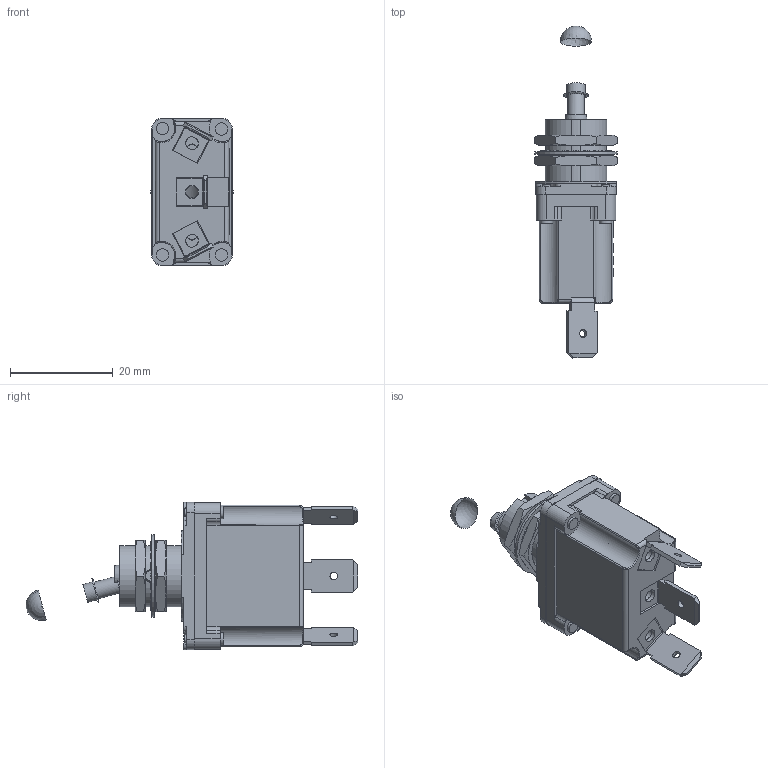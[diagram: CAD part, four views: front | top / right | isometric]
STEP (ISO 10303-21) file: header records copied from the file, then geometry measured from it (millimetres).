
FILE_DESCRIPTION(/* description */ (''),/* implementation_level */ '2;1');
FILE_NAME(/* name */ 'GTB2B13 Model.stp',/* time_stamp */ '2023-02-21T14:17:32-05:00',/* author */ ('dwiltbank'),/* organization */ (''),/* preprocessor_version */ 'ST-DEVELOPER v18.1',/* originating_system */ 'Autodesk Inventor 2022',/* authorisation */ '');
FILE_SCHEMA (('AUTOMOTIVE_DESIGN { 1 0 10303 214 3 1 1 }'));
Length unit declared in the file: inch
Products named in the file (1): GTB2B13_2019_3D Model_Simplify_1
Bounding box: 16.17 x 64.58 x 28.65 mm (x, y, z)
Volume: 6543.7 mm3; surface area: 7438.2 mm2
Topology: 1 solids, 1 shells, 995 faces, 2793 edges, 1846 vertices
Faces by surface type: plane 543, cylinder 189, bspline 180, torus 70, cone 12, sphere 1
Full cylindrical faces by diameter (mm): 1.5 x7, 1.8 x6, 2.4 x7, 2.45 x2, 2.5 x3, 3.3 x1, 3.6 x1, 4 x1, 7.3 x1, 8.2 x1, 9.587 x1, 16 x1
Entity records: 35416 total; most frequent: CARTESIAN_POINT 9381, ORIENTED_EDGE 5582, DIRECTION 4626, EDGE_CURVE 2791, VERTEX_POINT 1846, LINE 1694, VECTOR 1694, AXIS2_PLACEMENT_3D 1466
